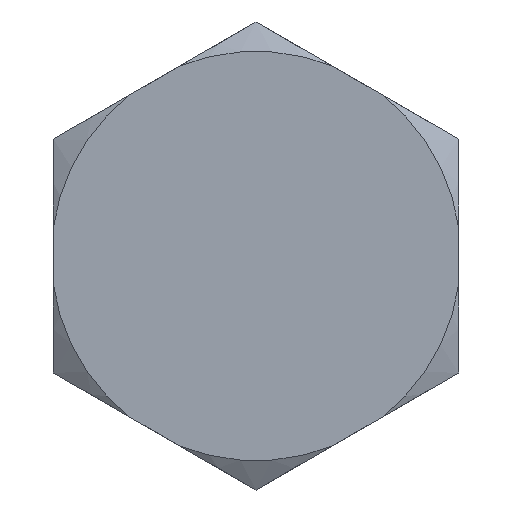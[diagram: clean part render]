
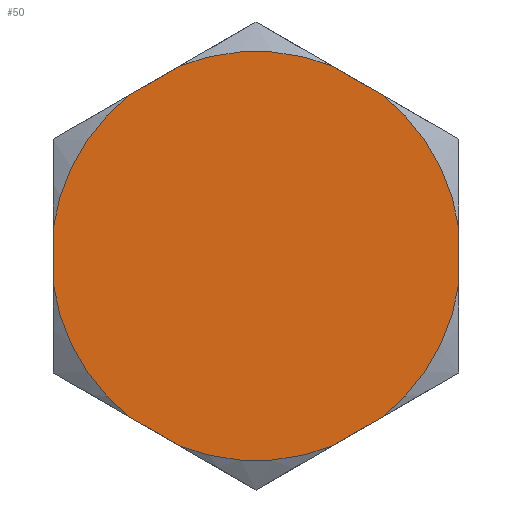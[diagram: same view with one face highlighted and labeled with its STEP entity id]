
A CAD part, left-side view. The second image highlights one B-rep face of the part: STEP entity #50.
In plain terms, the highlighted planar face has unit normal (-1, 0, 0).
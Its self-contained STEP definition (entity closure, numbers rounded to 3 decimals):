
#33=PLANE('',#450);
#50=ADVANCED_FACE('',(#71),#33,.T.);
#71=FACE_OUTER_BOUND('',#92,.F.);
#92=EDGE_LOOP('',(#133,#134,#135,#136,#137,#138,#139,#140,#141,#142,#143,#144));
#133=ORIENTED_EDGE('',*,*,#328,.T.);
#134=ORIENTED_EDGE('',*,*,#322,.F.);
#135=ORIENTED_EDGE('',*,*,#333,.T.);
#136=ORIENTED_EDGE('',*,*,#319,.F.);
#137=ORIENTED_EDGE('',*,*,#332,.T.);
#138=ORIENTED_EDGE('',*,*,#321,.F.);
#139=ORIENTED_EDGE('',*,*,#331,.T.);
#140=ORIENTED_EDGE('',*,*,#320,.F.);
#141=ORIENTED_EDGE('',*,*,#330,.T.);
#142=ORIENTED_EDGE('',*,*,#318,.F.);
#143=ORIENTED_EDGE('',*,*,#329,.T.);
#144=ORIENTED_EDGE('',*,*,#323,.F.);
#244=LINE('',#686,#268);
#245=LINE('',#687,#269);
#246=LINE('',#688,#270);
#247=LINE('',#689,#271);
#248=LINE('',#690,#272);
#249=LINE('',#691,#273);
#268=VECTOR('',#494,2.552);
#269=VECTOR('',#495,2.552);
#270=VECTOR('',#496,2.552);
#271=VECTOR('',#497,2.552);
#272=VECTOR('',#498,2.552);
#273=VECTOR('',#499,2.552);
#318=EDGE_CURVE('',#380,#382,#356,.T.);
#319=EDGE_CURVE('',#387,#392,#357,.T.);
#320=EDGE_CURVE('',#381,#385,#358,.T.);
#321=EDGE_CURVE('',#384,#388,#359,.T.);
#322=EDGE_CURVE('',#391,#377,#360,.T.);
#323=EDGE_CURVE('',#376,#378,#361,.T.);
#328=EDGE_CURVE('',#376,#377,#244,.T.);
#329=EDGE_CURVE('',#380,#378,#245,.T.);
#330=EDGE_CURVE('',#381,#382,#246,.T.);
#331=EDGE_CURVE('',#384,#385,#247,.T.);
#332=EDGE_CURVE('',#387,#388,#248,.T.);
#333=EDGE_CURVE('',#391,#392,#249,.T.);
#356=CIRCLE('',#431,9.09);
#357=CIRCLE('',#432,9.09);
#358=CIRCLE('',#433,9.09);
#359=CIRCLE('',#434,9.09);
#360=CIRCLE('',#435,9.09);
#361=CIRCLE('',#436,9.09);
#376=VERTEX_POINT('',#578);
#377=VERTEX_POINT('',#579);
#378=VERTEX_POINT('',#580);
#380=VERTEX_POINT('',#582);
#381=VERTEX_POINT('',#583);
#382=VERTEX_POINT('',#584);
#384=VERTEX_POINT('',#586);
#385=VERTEX_POINT('',#587);
#387=VERTEX_POINT('',#589);
#388=VERTEX_POINT('',#590);
#391=VERTEX_POINT('',#593);
#392=VERTEX_POINT('',#594);
#431=AXIS2_PLACEMENT_3D('',#676,#476,#477);
#432=AXIS2_PLACEMENT_3D('',#677,#478,#479);
#433=AXIS2_PLACEMENT_3D('',#678,#480,#481);
#434=AXIS2_PLACEMENT_3D('',#679,#482,#483);
#435=AXIS2_PLACEMENT_3D('',#680,#484,#485);
#436=AXIS2_PLACEMENT_3D('',#681,#486,#487);
#450=AXIS2_PLACEMENT_3D('',#719,#538,#539);
#476=DIRECTION('',(-1.,0.,0.));
#477=DIRECTION('',(0.,-0.99,0.14));
#478=DIRECTION('',(-1.,0.,0.));
#479=DIRECTION('',(0.,0.99,-0.14));
#480=DIRECTION('',(-1.,0.,0.));
#481=DIRECTION('',(0.,-0.373,0.928));
#482=DIRECTION('',(-1.,0.,0.));
#483=DIRECTION('',(0.,0.617,0.787));
#484=DIRECTION('',(-1.,0.,0.));
#485=DIRECTION('',(0.,0.373,-0.928));
#486=DIRECTION('',(-1.,0.,0.));
#487=DIRECTION('',(0.,-0.617,-0.787));
#494=DIRECTION('',(0.,0.866,-0.5));
#495=DIRECTION('',(0.,0.,-1.));
#496=DIRECTION('',(0.,-0.866,-0.5));
#497=DIRECTION('',(0.,-0.866,0.5));
#498=DIRECTION('',(0.,0.,1.));
#499=DIRECTION('',(0.,0.866,0.5));
#538=DIRECTION('',(-1.,0.,0.));
#539=DIRECTION('',(0.,0.,1.));
#578=CARTESIAN_POINT('',(-107.5,-5.605,
-7.156));
#579=CARTESIAN_POINT('',(-107.5,-3.395,
-8.432));
#580=CARTESIAN_POINT('',(-107.5,-9.,-1.276));
#582=CARTESIAN_POINT('',(-107.5,-9.,1.276));
#583=CARTESIAN_POINT('',(-107.5,-3.395,8.432));
#584=CARTESIAN_POINT('',(-107.5,-5.605,7.156));
#586=CARTESIAN_POINT('',(-107.5,5.605,7.156));
#587=CARTESIAN_POINT('',(-107.5,3.395,8.432));
#589=CARTESIAN_POINT('',(-107.5,9.,-1.276));
#590=CARTESIAN_POINT('',(-107.5,9.,1.276));
#593=CARTESIAN_POINT('',(-107.5,3.395,-8.432));
#594=CARTESIAN_POINT('',(-107.5,5.605,-7.156));
#676=CARTESIAN_POINT('',(-107.5,0.,0.));
#677=CARTESIAN_POINT('',(-107.5,0.,0.));
#678=CARTESIAN_POINT('',(-107.5,0.,0.));
#679=CARTESIAN_POINT('',(-107.5,0.,0.));
#680=CARTESIAN_POINT('',(-107.5,0.,0.));
#681=CARTESIAN_POINT('',(-107.5,0.,0.));
#686=CARTESIAN_POINT('',(-107.5,-5.605,-7.156));
#687=CARTESIAN_POINT('',(-107.5,-9.,1.276));
#688=CARTESIAN_POINT('',(-107.5,-3.395,8.432));
#689=CARTESIAN_POINT('',(-107.5,5.605,7.156));
#690=CARTESIAN_POINT('',(-107.5,9.,-1.276));
#691=CARTESIAN_POINT('',(-107.5,3.395,-8.432));
#719=CARTESIAN_POINT('',(-107.5,-9.208,-10.6));
